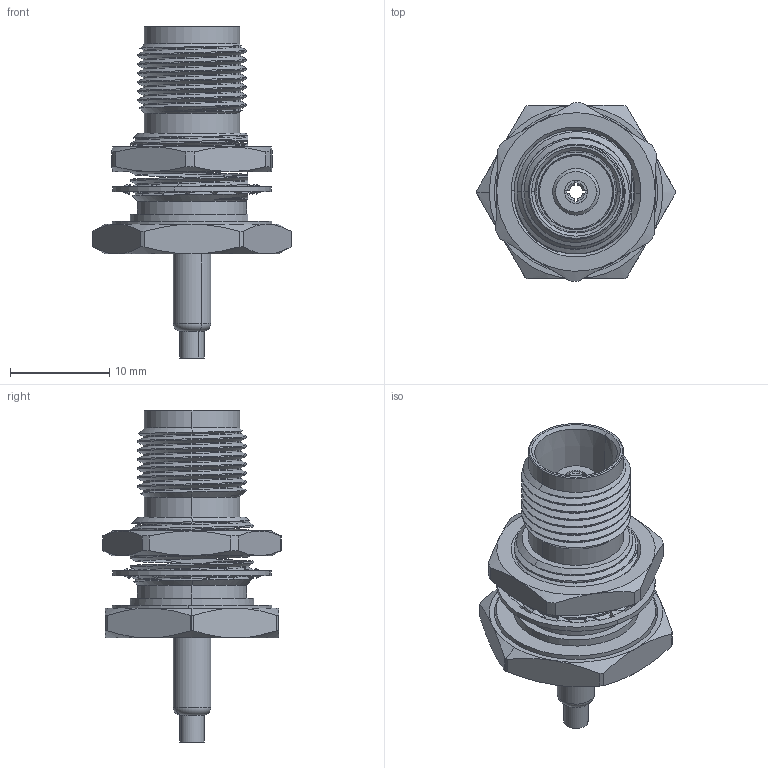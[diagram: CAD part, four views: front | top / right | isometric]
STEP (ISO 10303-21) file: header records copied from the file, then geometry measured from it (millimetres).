
FILE_DESCRIPTION (( 'STEP AP214' ), '1' );
FILE_NAME ('13-256-1-B3-AA.STEP', '2024-02-13T21:08:42', ( '' ), ( '' ), 'SwSTEP 2.0', 'SolidWorks 2023', '' );
FILE_SCHEMA (( 'AUTOMOTIVE_DESIGN' ));
Length unit declared in the file: millimetre
Products named in the file (1): 13-256-1-B3-AA
Bounding box: 20 x 18 x 33.5 mm (x, y, z)
Surface area: 2874.8 mm2 (no closed solid volume)
Topology: 0 solids, 11 shells, 279 faces, 866 edges, 568 vertices
Faces by surface type: bspline 81, cylinder 80, plane 60, cone 56, torus 2
Entity records: 16714 total; most frequent: CARTESIAN_POINT 10004, ORIENTED_EDGE 1502, DIRECTION 1129, EDGE_CURVE 866, VERTEX_POINT 568, AXIS2_PLACEMENT_3D 385, LINE 359, VECTOR 359
